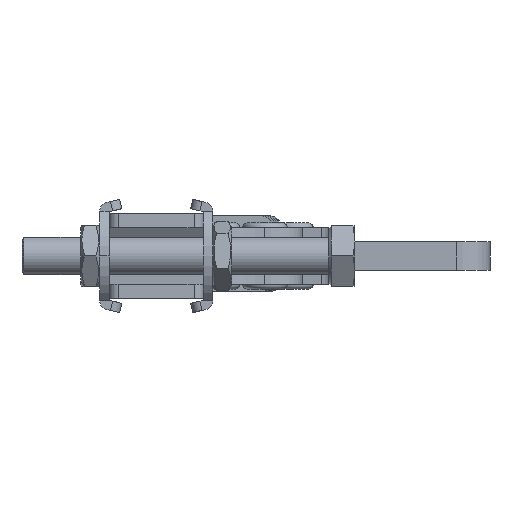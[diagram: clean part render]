
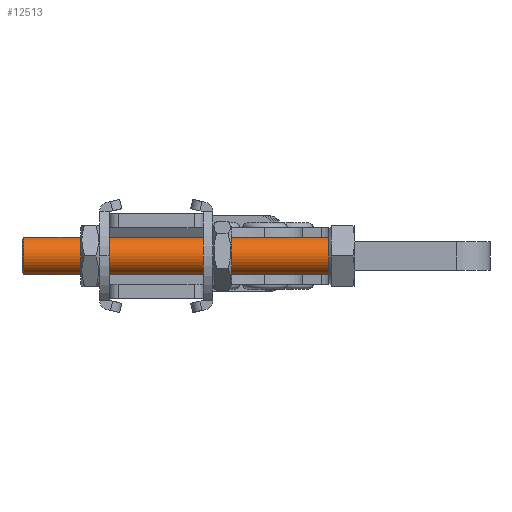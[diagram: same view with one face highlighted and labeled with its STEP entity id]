
A CAD part, left-side view. The second image highlights one B-rep face of the part: STEP entity #12513.
In plain terms, the highlighted cylindrical face has radius 4 mm (diameter 8 mm), a partial arc.
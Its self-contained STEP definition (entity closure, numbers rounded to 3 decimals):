
#4017 = DIRECTION ( 'NONE',  ( 0., 0., 1. ) ) ;
#4024 = DIRECTION ( 'NONE',  ( -1., 0., 0. ) ) ;
#4026 = CARTESIAN_POINT ( 'NONE',  ( 70.45, 0., 0. ) ) ;
#4370 = CYLINDRICAL_SURFACE ( 'NONE', #20599, 4. ) ;
#4373 = FACE_OUTER_BOUND ( 'NONE', #23796, .T. ) ;
#9629 = CARTESIAN_POINT ( 'NONE',  ( 70.05, 0., 4. ) ) ;
#9633 = CARTESIAN_POINT ( 'NONE',  ( 5.45, 0., -4. ) ) ;
#9634 = CARTESIAN_POINT ( 'NONE',  ( 70.05, 0., -4. ) ) ;
#9636 = CARTESIAN_POINT ( 'NONE',  ( 5.45, 0., 4. ) ) ;
#11625 = EDGE_CURVE ( 'NONE', #23386, #23392, #16600, .T. ) ;
#11627 = EDGE_CURVE ( 'NONE', #23392, #23391, #16610, .T. ) ;
#11628 = EDGE_CURVE ( 'NONE', #23391, #23395, #16615, .T. ) ;
#11629 = EDGE_CURVE ( 'NONE', #23386, #23395, #16619, .T. ) ;
#12168 = AXIS2_PLACEMENT_3D ( 'NONE', #19180, #19181, #19182 ) ;
#12169 = AXIS2_PLACEMENT_3D ( 'NONE', #19185, #19186, #19187 ) ;
#12513 = ADVANCED_FACE ( 'NONE', ( #4373 ), #4370, .T. ) ;
#16600 = CIRCLE ( 'NONE', #12168, 4. ) ;
#16610 = LINE ( 'NONE', #19178, #16618 ) ;
#16615 = CIRCLE ( 'NONE', #12169, 4. ) ;
#16618 = VECTOR ( 'NONE', #19184, 1000. ) ;
#16619 = LINE ( 'NONE', #19183, #16622 ) ;
#16622 = VECTOR ( 'NONE', #19172, 1000. ) ;
#19172 = DIRECTION ( 'NONE',  ( -1., 0., 0. ) ) ;
#19178 = CARTESIAN_POINT ( 'NONE',  ( 70.45, 0., -4. ) ) ;
#19180 = CARTESIAN_POINT ( 'NONE',  ( 70.05, 0., 0. ) ) ;
#19181 = DIRECTION ( 'NONE',  ( -1., 0., 0. ) ) ;
#19182 = DIRECTION ( 'NONE',  ( 0., 0., -1. ) ) ;
#19183 = CARTESIAN_POINT ( 'NONE',  ( 70.45, 0., 4. ) ) ;
#19184 = DIRECTION ( 'NONE',  ( -1., 0., 0. ) ) ;
#19185 = CARTESIAN_POINT ( 'NONE',  ( 5.45, 0., 0. ) ) ;
#19186 = DIRECTION ( 'NONE',  ( 1., 0., 0. ) ) ;
#19187 = DIRECTION ( 'NONE',  ( 0., 0., -1. ) ) ;
#20599 = AXIS2_PLACEMENT_3D ( 'NONE', #4026, #4024, #4017 ) ;
#23386 = VERTEX_POINT ( 'NONE', #9629 ) ;
#23391 = VERTEX_POINT ( 'NONE', #9633 ) ;
#23392 = VERTEX_POINT ( 'NONE', #9634 ) ;
#23395 = VERTEX_POINT ( 'NONE', #9636 ) ;
#23796 = EDGE_LOOP ( 'NONE', ( #25033, #24352, #24531, #24562 ) ) ;
#24352 = ORIENTED_EDGE ( 'NONE', *, *, #11627, .T. ) ;
#24531 = ORIENTED_EDGE ( 'NONE', *, *, #11628, .T. ) ;
#24562 = ORIENTED_EDGE ( 'NONE', *, *, #11629, .F. ) ;
#25033 = ORIENTED_EDGE ( 'NONE', *, *, #11625, .T. ) ;
